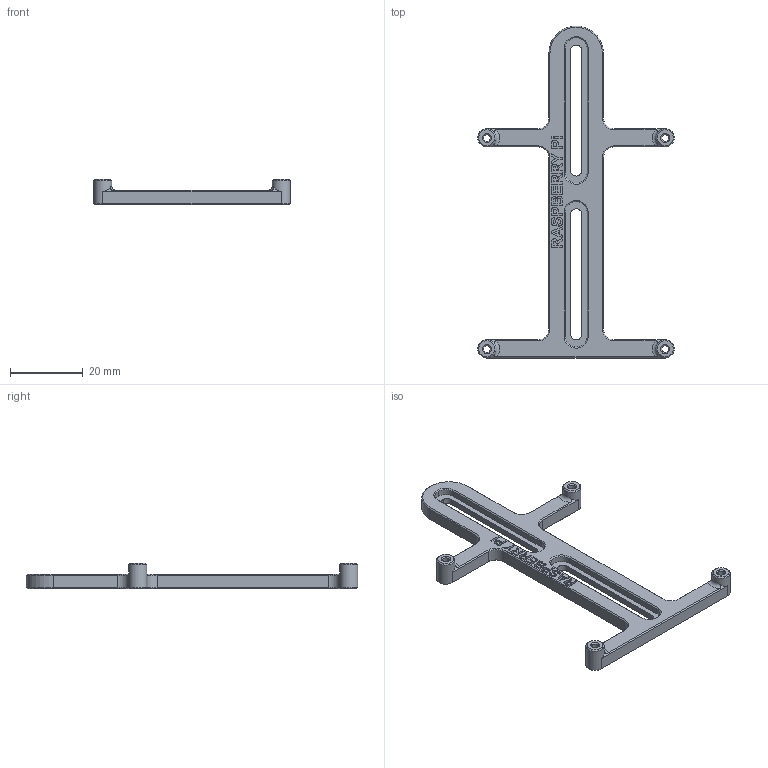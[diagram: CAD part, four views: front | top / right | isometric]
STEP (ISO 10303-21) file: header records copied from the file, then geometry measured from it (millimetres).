
FILE_DESCRIPTION(('HOOPS Exchange Step'),'2;1');
FILE_NAME('temp_export','2025-08-06T22:38:51+08:00',('hafiz'),('Shapr3D Limited'),'HOOPS Exchange 2025.5','Shapr3D','Authorized');
FILE_SCHEMA( ('AP242_MANAGED_MODEL_BASED_3D_ENGINEERING_MIM_LF {1 0 10303 442 1 1 4}') );
Length unit declared in the file: millimetre
Products named in the file (4): Raspberry; FT Mounts; FT - Raspberry Pi mount.step; root
Assembly tree (3 placements, depth 4):
  root
    FT - Raspberry Pi mount.step
      FT Mounts
        Raspberry
Bounding box: 54 x 91.24 x 7 mm (x, y, z)
Volume: 5636.4 mm3; surface area: 5321.3 mm2
Topology: 1 solids, 1 shells, 331 faces, 865 edges, 558 vertices
Faces by surface type: plane 178, bspline 84, cone 36, cylinder 29, torus 4
Full cylindrical faces by diameter (mm): 1.9 x4, 5 x4
Entity records: 11483 total; most frequent: CARTESIAN_POINT 3785, ORIENTED_EDGE 1730, DIRECTION 1288, EDGE_CURVE 865, VERTEX_POINT 558, VECTOR 554, LINE 554, AXIS2_PLACEMENT_3D 367
